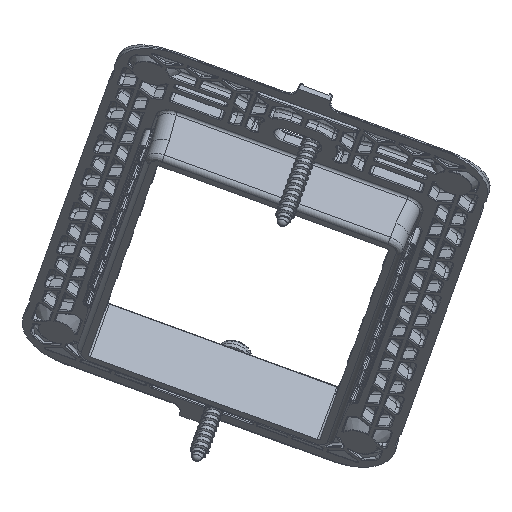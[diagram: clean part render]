
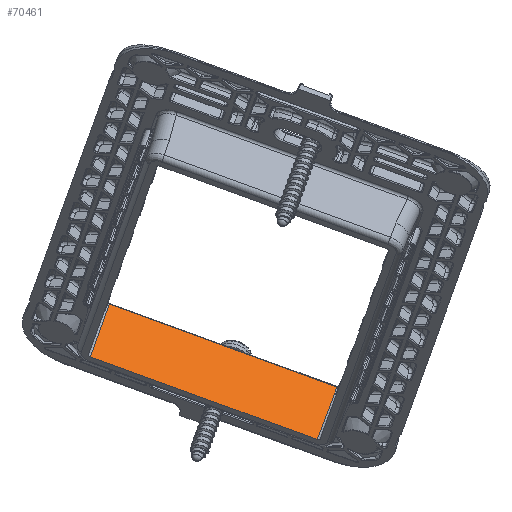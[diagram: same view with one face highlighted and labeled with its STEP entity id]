
A CAD part, left-side view. The second image highlights one B-rep face of the part: STEP entity #70461.
In plain terms, the highlighted face is planar.
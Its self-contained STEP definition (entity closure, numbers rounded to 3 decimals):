
#13586=CARTESIAN_POINT('Vertex',(-33.997,-22.247,0.797)) ;
#13635=CARTESIAN_POINT('Vertex',(-33.997,22.247,0.797)) ;
#13645=CARTESIAN_POINT('Line Origine',(-33.997,0.,0.797)) ;
#70424=CARTESIAN_POINT('Vertex',(-33.889,-22.139,-11.6)) ;
#70427=CARTESIAN_POINT('Line Origine',(-33.945,-22.195,-5.25)) ;
#70439=CARTESIAN_POINT('Axis2P3D Location',(-34.,0.,1.1)) ;
#70444=CARTESIAN_POINT('Line Origine',(-33.889,0.,-11.6)) ;
#70448=CARTESIAN_POINT('Vertex',(-33.889,22.139,-11.6)) ;
#70452=CARTESIAN_POINT('Control Point',(-33.997,22.247,0.797)) ;
#70453=CARTESIAN_POINT('Control Point',(-33.889,22.139,-11.6)) ;
#13646=DIRECTION('Vector Direction',(0.,-1.,0.)) ;
#70428=DIRECTION('Vector Direction',(0.009,0.009,-1.)) ;
#70440=DIRECTION('Axis2P3D Direction',(-1.,0.,-0.009)) ;
#70441=DIRECTION('Axis2P3D XDirection',(0.,1.,0.)) ;
#70445=DIRECTION('Vector Direction',(0.,1.,0.)) ;
#70442=AXIS2_PLACEMENT_3D('Plane Axis2P3D',#70439,#70440,#70441) ;
#70456=ORIENTED_EDGE('',*,*,#13649,.T.) ;
#70457=ORIENTED_EDGE('',*,*,#70431,.T.) ;
#70458=ORIENTED_EDGE('',*,*,#70450,.F.) ;
#70459=ORIENTED_EDGE('',*,*,#70454,.F.) ;
#13647=VECTOR('Line Direction',#13646,1.) ;
#70429=VECTOR('Line Direction',#70428,1.) ;
#70446=VECTOR('Line Direction',#70445,1.) ;
#70461=ADVANCED_FACE('PartBody',(#70460),#70443,.F.) ;
#70451=B_SPLINE_CURVE_WITH_KNOTS('',1,(#70452,#70453),.UNSPECIFIED.,.F.,.U.,(2,2),(-6.048,6.35),.UNSPECIFIED.) ;
#13649=EDGE_CURVE('',#13636,#13587,#13648,.T.) ;
#70431=EDGE_CURVE('',#13587,#70425,#70430,.T.) ;
#70450=EDGE_CURVE('',#70449,#70425,#70447,.F.) ;
#70454=EDGE_CURVE('',#13636,#70449,#70451,.T.) ;
#70455=EDGE_LOOP('',(#70456,#70457,#70458,#70459)) ;
#70460=FACE_OUTER_BOUND('',#70455,.T.) ;
#13648=LINE('Line',#13645,#13647) ;
#70430=LINE('Line',#70427,#70429) ;
#70447=LINE('Line',#70444,#70446) ;
#70443=PLANE('',#70442) ;
#13587=VERTEX_POINT('',#13586) ;
#13636=VERTEX_POINT('',#13635) ;
#70425=VERTEX_POINT('',#70424) ;
#70449=VERTEX_POINT('',#70448) ;
